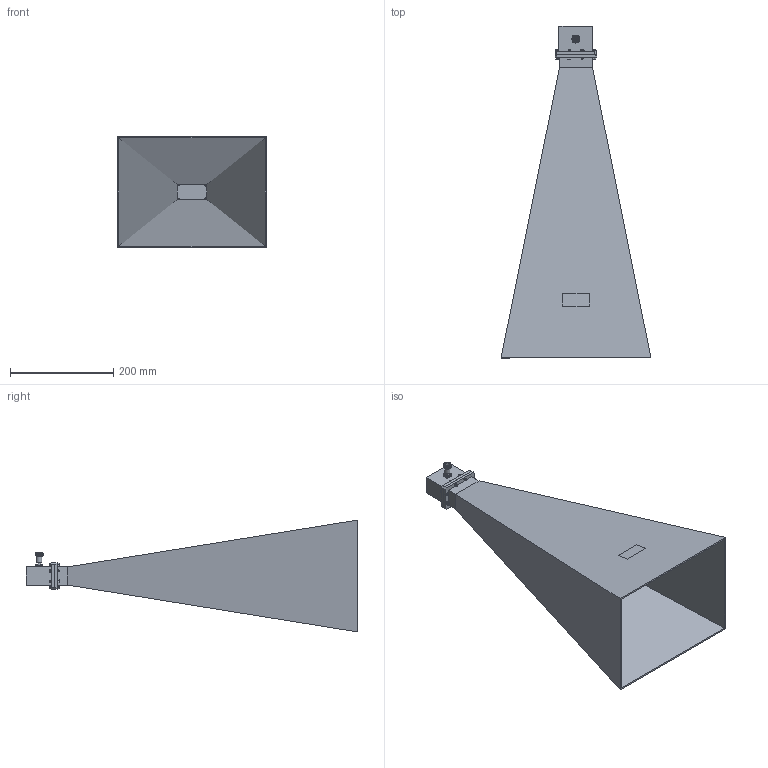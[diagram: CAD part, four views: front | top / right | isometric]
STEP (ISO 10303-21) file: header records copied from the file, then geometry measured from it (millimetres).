
FILE_DESCRIPTION (( 'STEP AP214' ), '1' );
FILE_NAME ('PEWAN229-20NF_3D.STEP', '2021-10-06T16:08:08', ( '' ), ( '' ), 'SwSTEP 2.0', 'SolidWorks 2021', '' );
FILE_SCHEMA (( 'AUTOMOTIVE_DESIGN' ));
Length unit declared in the file: inch
Products named in the file (10): Copy of 062-N CON^PE9823; PEWAN229-20NF_3D; Copy of 112-N^Copy of 062-N CON_PE9823; PEWAN229-20; Copy of 229-01676^PE9823; PE9823; Copy of 112-N-PANEL^Copy of 062-N CON_PE9823; 6-32SH-HXx.625_92196A150; Copy of 06142-con screw^Copy of 062-N CON_PE9823; 6-LW
Assembly tree (26 placements, depth 4):
  PEWAN229-20NF_3D
    PE9823
      Copy of 229-01676^PE9823
      Copy of 062-N CON^PE9823
        Copy of 06142-con screw^Copy of 062-N CON_PE9823  x4
        Copy of 112-N^Copy of 062-N CON_PE9823
        Copy of 112-N-PANEL^Copy of 062-N CON_PE9823
    6-32SH-HXx.625_92196A150  x8
    6-LW  x8
    PEWAN229-20
Bounding box: 290.57 x 644.37 x 217.12 mm (x, y, z)
Volume: 1119310.5 mm3; surface area: 732695.1 mm2
Topology: 24 solids, 24 shells, 1864 faces, 4306 edges, 2519 vertices
Faces by surface type: plane 1193, cone 562, cylinder 89, bspline 20
Full cylindrical faces by diameter (mm): 1.7 x1, 2 x1, 2.7 x4, 3.04 x1, 3.454 x4, 3.7 x4, 3.75 x4, 4 x5, 4.3 x4, 6 x1, 7 x1, 10 x1, 13.5 x2
Entity records: 13743 total; most frequent: CARTESIAN_POINT 4515, ORIENTED_EDGE 1506, DIRECTION 1420, EDGE_CURVE 753, AXIS2_PLACEMENT_3D 550, VERTEX_POINT 485, EDGE_LOOP 454, FACE_OUTER_BOUND 376
